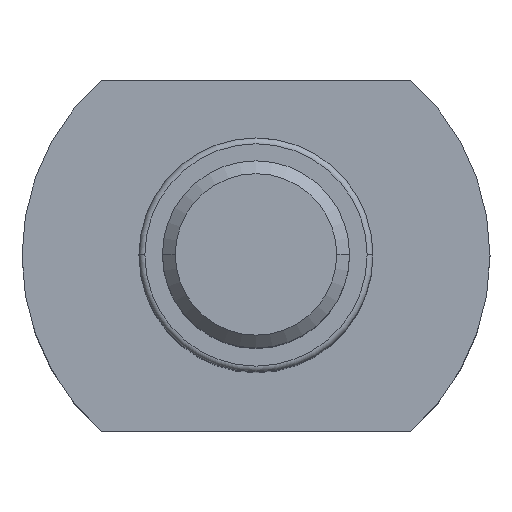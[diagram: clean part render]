
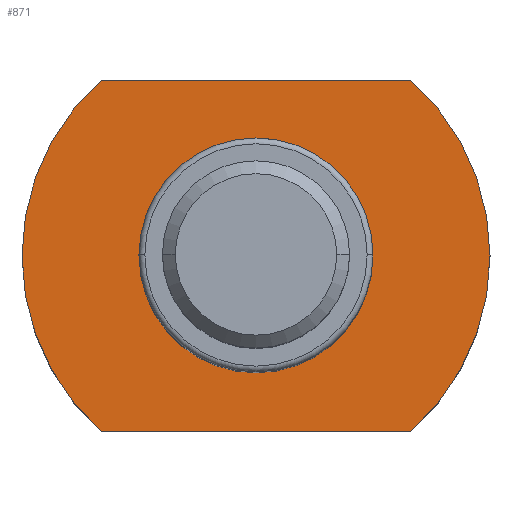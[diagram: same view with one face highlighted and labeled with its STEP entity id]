
A CAD part, top view. The second image highlights one B-rep face of the part: STEP entity #871.
In plain terms, the highlighted planar face has unit normal (0, 0, 1).
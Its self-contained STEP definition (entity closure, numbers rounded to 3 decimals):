
#9 = EDGE_CURVE ( 'NONE', #302, #313, #175, .T. ) ;
#12 = CARTESIAN_POINT ( 'NONE',  ( 13.229, -15., 0. ) ) ;
#18 = EDGE_CURVE ( 'NONE', #406, #143, #383, .T. ) ;
#19 = CARTESIAN_POINT ( 'NONE',  ( 0., 0., 0. ) ) ;
#68 = DIRECTION ( 'NONE',  ( 1., 0., 0. ) ) ;
#80 = CARTESIAN_POINT ( 'NONE',  ( 0., 15., 0. ) ) ;
#95 = CARTESIAN_POINT ( 'NONE',  ( 0., -15., 0. ) ) ;
#100 = DIRECTION ( 'NONE',  ( 0., 0., 1. ) ) ;
#101 = CIRCLE ( 'NONE', #657, 10. ) ;
#121 = VECTOR ( 'NONE', #557, 1000. ) ;
#130 = VECTOR ( 'NONE', #225, 1000. ) ;
#134 = AXIS2_PLACEMENT_3D ( 'NONE', #876, #749, #742 ) ;
#143 = VERTEX_POINT ( 'NONE', #716 ) ;
#175 = LINE ( 'NONE', #95, #121 ) ;
#177 = AXIS2_PLACEMENT_3D ( 'NONE', #669, #504, #847 ) ;
#195 = FACE_BOUND ( 'NONE', #476, .T. ) ;
#209 = CARTESIAN_POINT ( 'NONE',  ( 10., 0., 0. ) ) ;
#225 = DIRECTION ( 'NONE',  ( 1., 0., 0. ) ) ;
#228 = AXIS2_PLACEMENT_3D ( 'NONE', #474, #814, #68 ) ;
#302 = VERTEX_POINT ( 'NONE', #12 ) ;
#313 = VERTEX_POINT ( 'NONE', #541 ) ;
#334 = VERTEX_POINT ( 'NONE', #209 ) ;
#340 = EDGE_CURVE ( 'NONE', #302, #406, #404, .T. ) ;
#345 = DIRECTION ( 'NONE',  ( 0., 0., -1. ) ) ;
#353 = CARTESIAN_POINT ( 'NONE',  ( 0., 0., 0. ) ) ;
#361 = ORIENTED_EDGE ( 'NONE', *, *, #18, .T. ) ;
#364 = ORIENTED_EDGE ( 'NONE', *, *, #454, .T. ) ;
#378 = AXIS2_PLACEMENT_3D ( 'NONE', #495, #634, #776 ) ;
#383 = CIRCLE ( 'NONE', #475, 20. ) ;
#393 = FACE_OUTER_BOUND ( 'NONE', #667, .T. ) ;
#404 = CIRCLE ( 'NONE', #228, 20. ) ;
#406 = VERTEX_POINT ( 'NONE', #812 ) ;
#413 = CARTESIAN_POINT ( 'NONE',  ( -10., 0., 0. ) ) ;
#429 = ORIENTED_EDGE ( 'NONE', *, *, #469, .F. ) ;
#434 = CIRCLE ( 'NONE', #177, 20. ) ;
#454 = EDGE_CURVE ( 'NONE', #334, #500, #101, .T. ) ;
#469 = EDGE_CURVE ( 'NONE', #481, #143, #551, .T. ) ;
#473 = EDGE_CURVE ( 'NONE', #500, #334, #598, .T. ) ;
#474 = CARTESIAN_POINT ( 'NONE',  ( 0., 0., 0. ) ) ;
#475 = AXIS2_PLACEMENT_3D ( 'NONE', #19, #100, #790 ) ;
#476 = EDGE_LOOP ( 'NONE', ( #881, #364 ) ) ;
#481 = VERTEX_POINT ( 'NONE', #486 ) ;
#486 = CARTESIAN_POINT ( 'NONE',  ( -13.229, 15., 0. ) ) ;
#495 = CARTESIAN_POINT ( 'NONE',  ( 0., 0., 0. ) ) ;
#500 = VERTEX_POINT ( 'NONE', #413 ) ;
#504 = DIRECTION ( 'NONE',  ( 0., 0., 1. ) ) ;
#506 = EDGE_CURVE ( 'NONE', #481, #313, #434, .T. ) ;
#541 = CARTESIAN_POINT ( 'NONE',  ( -13.229, -15., 0. ) ) ;
#551 = LINE ( 'NONE', #80, #130 ) ;
#557 = DIRECTION ( 'NONE',  ( -1., 0., 0. ) ) ;
#598 = CIRCLE ( 'NONE', #378, 10. ) ;
#622 = DIRECTION ( 'NONE',  ( -1., 0., 0. ) ) ;
#634 = DIRECTION ( 'NONE',  ( 0., 0., -1. ) ) ;
#638 = ORIENTED_EDGE ( 'NONE', *, *, #340, .T. ) ;
#657 = AXIS2_PLACEMENT_3D ( 'NONE', #353, #345, #622 ) ;
#667 = EDGE_LOOP ( 'NONE', ( #429, #818, #862, #638, #361 ) ) ;
#669 = CARTESIAN_POINT ( 'NONE',  ( 0., 0., 0. ) ) ;
#716 = CARTESIAN_POINT ( 'NONE',  ( 13.229, 15., 0. ) ) ;
#742 = DIRECTION ( 'NONE',  ( 1., 0., 0. ) ) ;
#749 = DIRECTION ( 'NONE',  ( 0., 0., 1. ) ) ;
#776 = DIRECTION ( 'NONE',  ( -1., 0., 0. ) ) ;
#790 = DIRECTION ( 'NONE',  ( 1., 0., 0. ) ) ;
#806 = PLANE ( 'NONE',  #134 ) ;
#812 = CARTESIAN_POINT ( 'NONE',  ( 20., 0., 0. ) ) ;
#814 = DIRECTION ( 'NONE',  ( 0., 0., 1. ) ) ;
#818 = ORIENTED_EDGE ( 'NONE', *, *, #506, .T. ) ;
#847 = DIRECTION ( 'NONE',  ( 1., 0., 0. ) ) ;
#862 = ORIENTED_EDGE ( 'NONE', *, *, #9, .F. ) ;
#871 = ADVANCED_FACE ( 'NONE', ( #393, #195 ), #806, .T. ) ;
#876 = CARTESIAN_POINT ( 'NONE',  ( 0., 0., 0. ) ) ;
#881 = ORIENTED_EDGE ( 'NONE', *, *, #473, .T. ) ;
